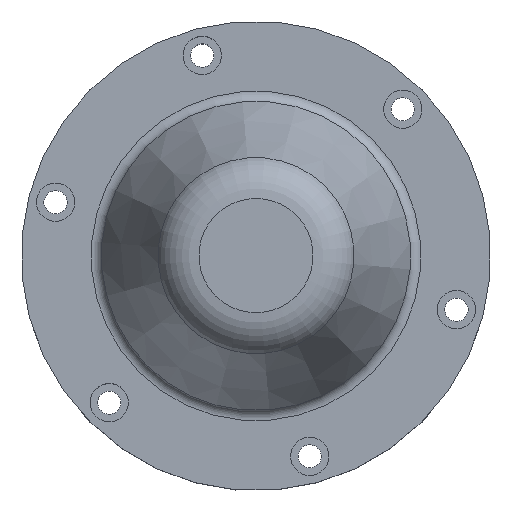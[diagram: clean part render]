
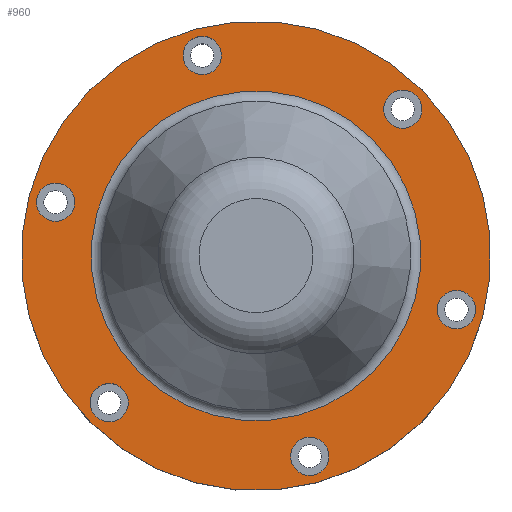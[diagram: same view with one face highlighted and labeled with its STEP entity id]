
A CAD part, top view. The second image highlights one B-rep face of the part: STEP entity #960.
In plain terms, the highlighted planar face has unit normal (0, 0, 1).
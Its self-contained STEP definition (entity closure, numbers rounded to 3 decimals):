
#119 = EDGE_CURVE('',#120,#120,#122,.T.);
#120 = VERTEX_POINT('',#121);
#121 = CARTESIAN_POINT('',(63.643,-14.174,101.6));
#122 = CIRCLE('',#123,5.563);
#123 = AXIS2_PLACEMENT_3D('',#124,#125,#126);
#124 = CARTESIAN_POINT('',(58.269,-15.613,101.6));
#125 = DIRECTION('',(0.,0.,-1.));
#126 = DIRECTION('',(0.966,0.259,0.)
  );
#195 = EDGE_CURVE('',#196,#196,#198,.T.);
#196 = VERTEX_POINT('',#197);
#197 = CARTESIAN_POINT('',(-37.283,-41.217,101.6));
#198 = CIRCLE('',#199,5.563);
#199 = AXIS2_PLACEMENT_3D('',#200,#201,#202);
#200 = CARTESIAN_POINT('',(-42.656,-42.656,101.6));
#201 = DIRECTION('',(0.,0.,-1.));
#202 = DIRECTION('',(0.966,0.259,0.)
  );
#271 = EDGE_CURVE('',#272,#272,#274,.T.);
#272 = VERTEX_POINT('',#273);
#273 = CARTESIAN_POINT('',(-10.24,59.709,101.6));
#274 = CIRCLE('',#275,5.563);
#275 = AXIS2_PLACEMENT_3D('',#276,#277,#278);
#276 = CARTESIAN_POINT('',(-15.613,58.269,101.6));
#277 = DIRECTION('',(0.,0.,-1.));
#278 = DIRECTION('',(0.966,0.259,0.)
  );
#347 = EDGE_CURVE('',#348,#348,#350,.T.);
#348 = VERTEX_POINT('',#349);
#349 = CARTESIAN_POINT('',(-52.896,17.053,101.6));
#350 = CIRCLE('',#351,5.563);
#351 = AXIS2_PLACEMENT_3D('',#352,#353,#354);
#352 = CARTESIAN_POINT('',(-58.269,15.613,101.6));
#353 = DIRECTION('',(0.,0.,-1.));
#354 = DIRECTION('',(0.966,0.259,0.)
  );
#423 = EDGE_CURVE('',#424,#424,#426,.T.);
#424 = VERTEX_POINT('',#425);
#425 = CARTESIAN_POINT('',(20.986,-56.83,101.6));
#426 = CIRCLE('',#427,5.563);
#427 = AXIS2_PLACEMENT_3D('',#428,#429,#430);
#428 = CARTESIAN_POINT('',(15.613,-58.269,101.6));
#429 = DIRECTION('',(0.,0.,-1.));
#430 = DIRECTION('',(0.966,0.259,0.)
  );
#499 = EDGE_CURVE('',#500,#500,#502,.T.);
#500 = VERTEX_POINT('',#501);
#501 = CARTESIAN_POINT('',(48.029,44.096,101.6));
#502 = CIRCLE('',#503,5.563);
#503 = AXIS2_PLACEMENT_3D('',#504,#505,#506);
#504 = CARTESIAN_POINT('',(42.656,42.656,101.6));
#505 = DIRECTION('',(0.,0.,-1.));
#506 = DIRECTION('',(0.966,0.259,0.)
  );
#643 = VERTEX_POINT('',#644);
#644 = CARTESIAN_POINT('',(65.937,17.668,101.6));
#649 = EDGE_CURVE('',#643,#643,#650,.T.);
#650 = CIRCLE('',#651,68.263);
#651 = AXIS2_PLACEMENT_3D('',#652,#653,#654);
#652 = CARTESIAN_POINT('',(0.,0.,101.6
    ));
#653 = DIRECTION('',(0.,0.,-1.));
#654 = DIRECTION('',(-0.966,-0.259,0.)
  );
#937 = VERTEX_POINT('',#938);
#938 = CARTESIAN_POINT('',(46.285,12.402,101.6));
#948 = EDGE_CURVE('',#937,#937,#949,.T.);
#949 = CIRCLE('',#950,47.917);
#950 = AXIS2_PLACEMENT_3D('',#951,#952,#953);
#951 = CARTESIAN_POINT('',(0.,0.,101.6
    ));
#952 = DIRECTION('',(0.,0.,1.));
#953 = DIRECTION('',(-0.966,-0.259,0.)
  );
#960 = ADVANCED_FACE('',(#961,#964,#967,#970,#973,#976,#979,#982),#985,
  .F.);
#961 = FACE_BOUND('',#962,.T.);
#962 = EDGE_LOOP('',(#963));
#963 = ORIENTED_EDGE('',*,*,#649,.F.);
#964 = FACE_BOUND('',#965,.T.);
#965 = EDGE_LOOP('',(#966));
#966 = ORIENTED_EDGE('',*,*,#119,.T.);
#967 = FACE_BOUND('',#968,.T.);
#968 = EDGE_LOOP('',(#969));
#969 = ORIENTED_EDGE('',*,*,#195,.T.);
#970 = FACE_BOUND('',#971,.T.);
#971 = EDGE_LOOP('',(#972));
#972 = ORIENTED_EDGE('',*,*,#271,.T.);
#973 = FACE_BOUND('',#974,.T.);
#974 = EDGE_LOOP('',(#975));
#975 = ORIENTED_EDGE('',*,*,#347,.T.);
#976 = FACE_BOUND('',#977,.T.);
#977 = EDGE_LOOP('',(#978));
#978 = ORIENTED_EDGE('',*,*,#423,.T.);
#979 = FACE_BOUND('',#980,.T.);
#980 = EDGE_LOOP('',(#981));
#981 = ORIENTED_EDGE('',*,*,#499,.T.);
#982 = FACE_BOUND('',#983,.T.);
#983 = EDGE_LOOP('',(#984));
#984 = ORIENTED_EDGE('',*,*,#948,.F.);
#985 = PLANE('',#986);
#986 = AXIS2_PLACEMENT_3D('',#987,#988,#989);
#987 = CARTESIAN_POINT('',(0.,0.,101.6)
  );
#988 = DIRECTION('',(0.,0.,-1.));
#989 = DIRECTION('',(-0.966,-0.259,0.)
  );
